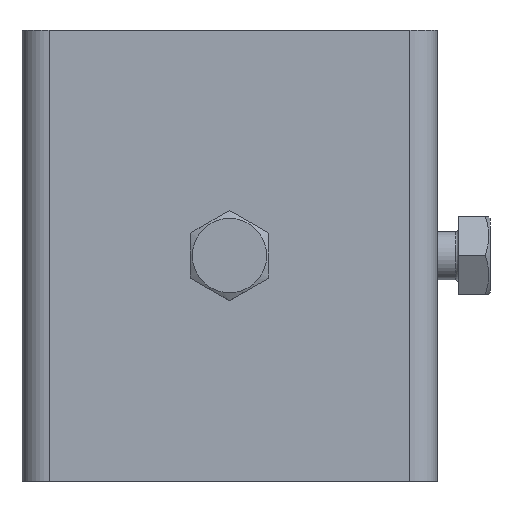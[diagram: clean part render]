
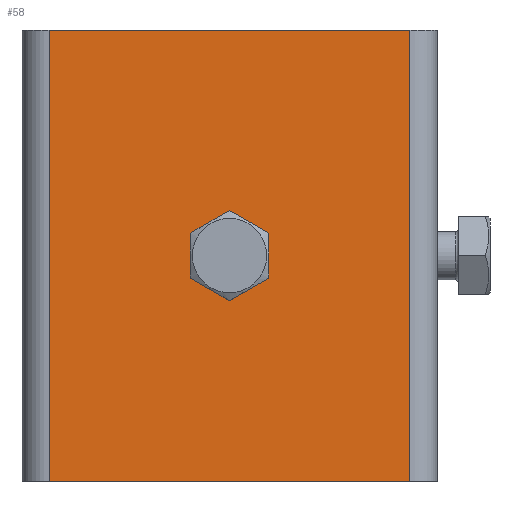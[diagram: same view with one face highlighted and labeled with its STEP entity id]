
A CAD part, top view. The second image highlights one B-rep face of the part: STEP entity #58.
In plain terms, the highlighted planar face has unit normal (0, 0, 1).
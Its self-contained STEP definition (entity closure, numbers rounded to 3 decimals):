
#58=ADVANCED_FACE('',(#1894,#1896),#1898,.T.);
#1894=FACE_BOUND('',#1895,.T.);
#1895=EDGE_LOOP('',(#3374,#3375,#3376,#3377));
#1896=FACE_BOUND('',#1897,.T.);
#1897=EDGE_LOOP('',(#3378));
#1898=PLANE('',#1899);
#1899=AXIS2_PLACEMENT_3D('',#1900,#1901,#1902);
#1900=CARTESIAN_POINT('',(0.,0.,3.5));
#1901=DIRECTION('',(0.,0.,1.));
#1902=DIRECTION('',(1.,0.,0.));
#3374=ORIENTED_EDGE('',*,*,#4378,.T.);
#3375=ORIENTED_EDGE('',*,*,#4379,.T.);
#3376=ORIENTED_EDGE('',*,*,#4380,.T.);
#3377=ORIENTED_EDGE('',*,*,#4381,.T.);
#3378=ORIENTED_EDGE('',*,*,#4382,.F.);
#4378=EDGE_CURVE('',#4880,#4881,#4882,.T.);
#4379=EDGE_CURVE('',#4881,#4883,#4884,.T.);
#4380=EDGE_CURVE('',#4883,#4885,#4886,.T.);
#4381=EDGE_CURVE('',#4885,#4880,#4887,.T.);
#4382=EDGE_CURVE('',#4888,#4888,#4889,.F.);
#4880=VERTEX_POINT('',#5706);
#4881=VERTEX_POINT('',#5707);
#4882=LINE('',#5708,#5709);
#4883=VERTEX_POINT('',#5711);
#4884=LINE('',#5712,#5713);
#4885=VERTEX_POINT('',#5715);
#4886=LINE('',#5716,#5717);
#4887=LINE('',#5719,#5720);
#4888=VERTEX_POINT('',#5722);
#4889=CIRCLE('',#5723,4.);
#5706=CARTESIAN_POINT('',(64.5,0.,3.5));
#5707=CARTESIAN_POINT('',(64.5,75.,3.5));
#5708=CARTESIAN_POINT('',(64.5,0.,3.5));
#5709=VECTOR('',#5710,1.);
#5710=DIRECTION('',(0.,1.,0.));
#5711=CARTESIAN_POINT('',(4.5,75.,3.5));
#5712=CARTESIAN_POINT('',(64.5,75.,3.5));
#5713=VECTOR('',#5714,1.);
#5714=DIRECTION('',(-1.,0.,0.));
#5715=CARTESIAN_POINT('',(4.5,0.,3.5));
#5716=CARTESIAN_POINT('',(4.5,75.,3.5));
#5717=VECTOR('',#5718,1.);
#5718=DIRECTION('',(0.,-1.,0.));
#5719=CARTESIAN_POINT('',(4.5,0.,3.5));
#5720=VECTOR('',#5721,1.);
#5721=DIRECTION('',(1.,0.,0.));
#5722=CARTESIAN_POINT('',(32.5,40.964,3.5));
#5723=AXIS2_PLACEMENT_3D('',#5724,#5725,#5726);
#5724=CARTESIAN_POINT('',(34.5,37.5,3.5));
#5725=DIRECTION('',(-0.,-0.,-1.));
#5726=DIRECTION('',(-0.5,0.866,0.));
